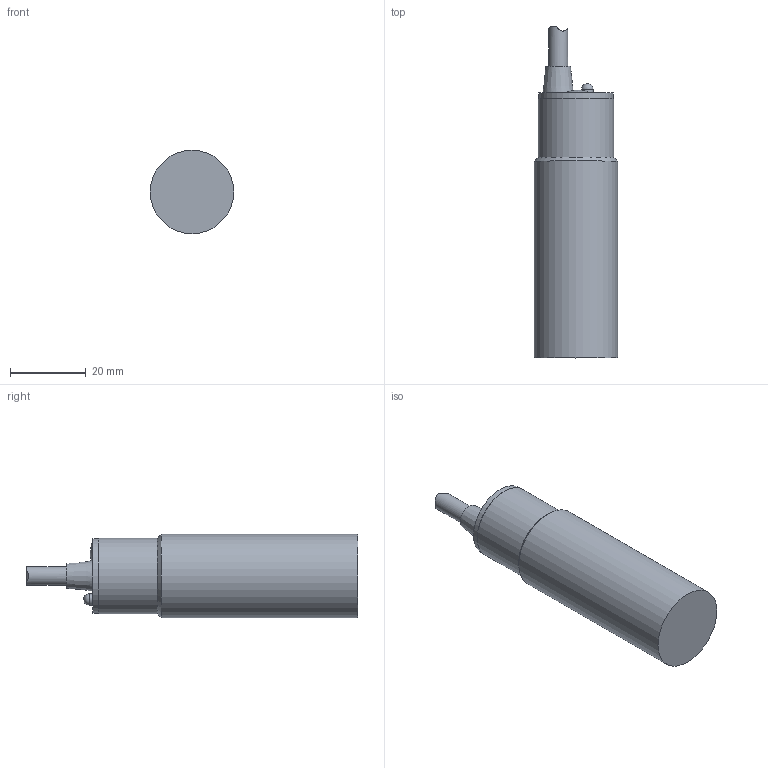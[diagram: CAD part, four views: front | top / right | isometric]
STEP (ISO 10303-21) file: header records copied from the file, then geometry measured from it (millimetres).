
FILE_DESCRIPTION(/* description */ (''),/* implementation_level */ '2;1');
FILE_NAME(/* name */ '401000_Shrinkwrap_1.stp',/* time_stamp */ '2021-07-20T11:28:07+02:00',/* author */ ('Krieger Anja'),/* organization */ (''),/* preprocessor_version */ 'ST-DEVELOPER v18.1',/* originating_system */ 'Autodesk Inventor 2021',/* authorisation */ '');
FILE_SCHEMA (('AUTOMOTIVE_DESIGN { 1 0 10303 214 3 1 1 }'));
Length unit declared in the file: millimetre
Products named in the file (1): 401000_Shrinkwrap_1
Bounding box: 22 x 87.67 x 22 mm (x, y, z)
Volume: 8921.8 mm3; surface area: 12120.9 mm2
Topology: 2 solids, 2 shells, 49 faces, 107 edges, 72 vertices
Faces by surface type: plane 27, cylinder 16, cone 4, bspline 1, sphere 1
Full cylindrical faces by diameter (mm): 2.4 x1, 3 x1, 3.1 x1, 5 x2, 18.3 x1, 18.5 x1, 19.8 x1, 20 x1, 22 x1
Entity records: 1572 total; most frequent: CARTESIAN_POINT 319, DIRECTION 243, ORIENTED_EDGE 210, EDGE_CURVE 105, AXIS2_PLACEMENT_3D 95, VERTEX_POINT 72, EDGE_LOOP 61, LINE 53
